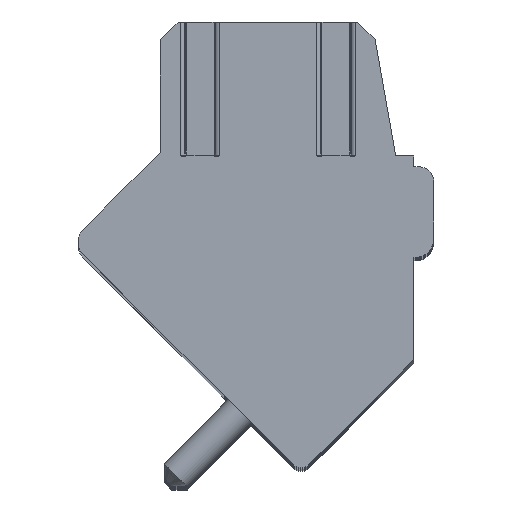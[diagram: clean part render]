
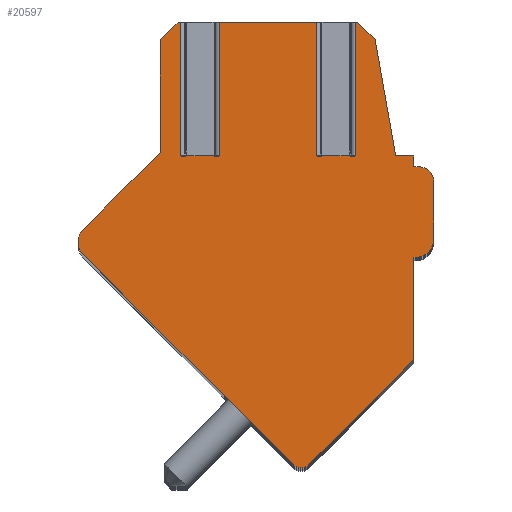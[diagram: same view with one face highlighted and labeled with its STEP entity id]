
A CAD part, top view. The second image highlights one B-rep face of the part: STEP entity #20597.
In plain terms, the highlighted planar face has unit normal (0, 0, 1).
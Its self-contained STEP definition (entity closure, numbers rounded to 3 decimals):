
#2662=DIRECTION('',(0.707,-0.707,0.));
#2663=VECTOR('',#2662,8.2);
#2664=CARTESIAN_POINT('',(-4.761,0.072,1.75));
#2665=LINE('',#2664,#2663);
#3077=DIRECTION('',(1.,0.,0.));
#3078=VECTOR('',#3077,1.07);
#3079=CARTESIAN_POINT('',(1.673,2.8,1.75));
#3080=LINE('',#3079,#3078);
#3081=DIRECTION('',(0.,1.,0.));
#3082=VECTOR('',#3081,3.7);
#3083=CARTESIAN_POINT('',(2.743,2.8,1.75));
#3084=LINE('',#3083,#3082);
#3085=DIRECTION('',(-1.,0.,0.));
#3086=VECTOR('',#3085,0.068);
#3087=CARTESIAN_POINT('',(2.811,6.5,1.75));
#3088=LINE('',#3087,#3086);
#3089=DIRECTION('',(-0.707,0.707,0.));
#3090=VECTOR('',#3089,0.677);
#3091=CARTESIAN_POINT('',(3.29,6.021,1.75));
#3092=LINE('',#3091,#3090);
#3093=DIRECTION('',(-0.174,0.985,0.));
#3094=VECTOR('',#3093,3.271);
#3095=CARTESIAN_POINT('',(3.858,2.8,1.75));
#3096=LINE('',#3095,#3094);
#3097=DIRECTION('',(-1.,0.,0.));
#3098=VECTOR('',#3097,0.5);
#3099=CARTESIAN_POINT('',(4.358,2.8,1.75));
#3100=LINE('',#3099,#3098);
#3101=DIRECTION('',(0.,1.,0.));
#3102=VECTOR('',#3101,0.3);
#3103=CARTESIAN_POINT('',(4.358,2.5,1.75));
#3104=LINE('',#3103,#3102);
#3105=DIRECTION('',(-1.,0.,0.));
#3106=VECTOR('',#3105,0.15);
#3107=CARTESIAN_POINT('',(4.508,2.5,1.75));
#3108=LINE('',#3107,#3106);
#3109=CARTESIAN_POINT('',(4.508,2.1,1.75));
#3110=DIRECTION('',(0.,0.,1.));
#3111=DIRECTION('',(1.,0.,0.));
#3112=AXIS2_PLACEMENT_3D('',#3109,#3110,#3111);
#3114=DIRECTION('',(0.,1.,0.));
#3115=VECTOR('',#3114,1.6);
#3116=CARTESIAN_POINT('',(4.908,0.5,1.75));
#3117=LINE('',#3116,#3115);
#3118=CARTESIAN_POINT('',(4.408,0.5,1.75));
#3119=DIRECTION('',(0.,0.,1.));
#3120=DIRECTION('',(0.,-1.,0.));
#3121=AXIS2_PLACEMENT_3D('',#3118,#3119,#3120);
#3123=DIRECTION('',(1.,0.,0.));
#3124=VECTOR('',#3123,0.05);
#3125=CARTESIAN_POINT('',(4.358,0.,1.75));
#3126=LINE('',#3125,#3124);
#3127=DIRECTION('',(0.,1.,0.));
#3128=VECTOR('',#3127,2.83);
#3129=CARTESIAN_POINT('',(4.358,-2.83,1.75));
#3130=LINE('',#3129,#3128);
#3131=DIRECTION('',(0.707,0.707,0.));
#3132=VECTOR('',#3131,4.096);
#3133=CARTESIAN_POINT('',(1.461,-5.727,1.75));
#3134=LINE('',#3133,#3132);
#3135=CARTESIAN_POINT('',(1.249,-5.515,1.75));
#3136=DIRECTION('',(0.,0.,1.));
#3137=DIRECTION('',(-0.707,-0.707,0.));
#3138=AXIS2_PLACEMENT_3D('',#3135,#3136,#3137);
#3140=CARTESIAN_POINT('',(-4.408,0.425,1.75));
#3141=DIRECTION('',(0.,0.,1.));
#3142=DIRECTION('',(-0.707,0.707,0.));
#3143=AXIS2_PLACEMENT_3D('',#3140,#3141,#3142);
#3145=DIRECTION('',(-0.707,-0.707,0.));
#3146=VECTOR('',#3145,2.997);
#3147=CARTESIAN_POINT('',(-2.642,2.898,1.75));
#3148=LINE('',#3147,#3146);
#3149=DIRECTION('',(0.,-1.,0.));
#3150=VECTOR('',#3149,3.111);
#3151=CARTESIAN_POINT('',(-2.642,6.009,1.75));
#3152=LINE('',#3151,#3150);
#3153=DIRECTION('',(-0.707,-0.707,0.));
#3154=VECTOR('',#3153,0.694);
#3155=CARTESIAN_POINT('',(-2.151,6.5,1.75));
#3156=LINE('',#3155,#3154);
#3157=DIRECTION('',(-1.,0.,0.));
#3158=VECTOR('',#3157,0.074);
#3159=CARTESIAN_POINT('',(-2.077,6.5,1.75));
#3160=LINE('',#3159,#3158);
#3161=DIRECTION('',(0.,1.,0.));
#3162=VECTOR('',#3161,3.7);
#3163=CARTESIAN_POINT('',(-2.077,2.8,1.75));
#3164=LINE('',#3163,#3162);
#3165=DIRECTION('',(1.,0.,0.));
#3166=VECTOR('',#3165,1.07);
#3167=CARTESIAN_POINT('',(-2.077,2.8,1.75));
#3168=LINE('',#3167,#3166);
#3169=DIRECTION('',(0.,1.,0.));
#3170=VECTOR('',#3169,3.7);
#3171=CARTESIAN_POINT('',(-1.007,2.8,1.75));
#3172=LINE('',#3171,#3170);
#3173=DIRECTION('',(-1.,0.,0.));
#3174=VECTOR('',#3173,2.68);
#3175=CARTESIAN_POINT('',(1.673,6.5,1.75));
#3176=LINE('',#3175,#3174);
#3177=DIRECTION('',(0.,1.,0.));
#3178=VECTOR('',#3177,3.7);
#3179=CARTESIAN_POINT('',(1.673,2.8,1.75));
#3180=LINE('',#3179,#3178);
#13375=CARTESIAN_POINT('',(1.673,2.8,1.75));
#13376=CARTESIAN_POINT('',(2.743,2.8,1.75));
#13377=VERTEX_POINT('',#13375);
#13378=VERTEX_POINT('',#13376);
#13379=CARTESIAN_POINT('',(2.743,6.5,1.75));
#13380=VERTEX_POINT('',#13379);
#13381=CARTESIAN_POINT('',(1.673,6.5,1.75));
#13382=VERTEX_POINT('',#13381);
#13395=CARTESIAN_POINT('',(-2.077,2.8,1.75));
#13396=CARTESIAN_POINT('',(-1.007,2.8,1.75));
#13397=VERTEX_POINT('',#13395);
#13398=VERTEX_POINT('',#13396);
#13399=CARTESIAN_POINT('',(-1.007,6.5,1.75));
#13400=VERTEX_POINT('',#13399);
#13401=CARTESIAN_POINT('',(-2.077,6.5,1.75));
#13402=VERTEX_POINT('',#13401);
#13493=CARTESIAN_POINT('',(1.037,-5.727,1.75));
#13494=CARTESIAN_POINT('',(1.461,-5.727,1.75));
#13495=VERTEX_POINT('',#13493);
#13496=VERTEX_POINT('',#13494);
#13497=CARTESIAN_POINT('',(4.358,-2.83,1.75));
#13498=VERTEX_POINT('',#13497);
#13499=CARTESIAN_POINT('',(4.358,0.,1.75));
#13500=VERTEX_POINT('',#13499);
#13501=CARTESIAN_POINT('',(4.408,0.,1.75));
#13502=VERTEX_POINT('',#13501);
#13503=CARTESIAN_POINT('',(4.908,0.5,1.75));
#13504=VERTEX_POINT('',#13503);
#13505=CARTESIAN_POINT('',(4.908,2.1,1.75));
#13506=VERTEX_POINT('',#13505);
#13507=CARTESIAN_POINT('',(4.508,2.5,1.75));
#13508=VERTEX_POINT('',#13507);
#13509=CARTESIAN_POINT('',(4.358,2.5,1.75));
#13510=VERTEX_POINT('',#13509);
#13511=CARTESIAN_POINT('',(4.358,2.8,1.75));
#13512=VERTEX_POINT('',#13511);
#13513=CARTESIAN_POINT('',(3.858,2.8,1.75));
#13514=VERTEX_POINT('',#13513);
#13515=CARTESIAN_POINT('',(3.29,6.021,1.75));
#13516=VERTEX_POINT('',#13515);
#13517=CARTESIAN_POINT('',(2.811,6.5,1.75));
#13518=VERTEX_POINT('',#13517);
#13519=CARTESIAN_POINT('',(-2.151,6.5,1.75));
#13520=CARTESIAN_POINT('',(-2.642,6.009,1.75));
#13521=VERTEX_POINT('',#13519);
#13522=VERTEX_POINT('',#13520);
#13523=CARTESIAN_POINT('',(-4.761,0.779,1.75));
#13524=CARTESIAN_POINT('',(-4.761,0.072,1.75));
#13525=VERTEX_POINT('',#13523);
#13526=VERTEX_POINT('',#13524);
#13531=CARTESIAN_POINT('',(-2.642,2.898,1.75));
#13533=VERTEX_POINT('',#13531);
#20554=CARTESIAN_POINT('',(0.,0.,1.75));
#20555=DIRECTION('',(0.,0.,1.));
#20556=DIRECTION('',(1.,0.,0.));
#20557=AXIS2_PLACEMENT_3D('',#20554,#20555,#20556);
#20558=PLANE('',#20557);
#20560=ORIENTED_EDGE('',*,*,#20559,.T.);
#20562=ORIENTED_EDGE('',*,*,#20561,.T.);
#20563=ORIENTED_EDGE('',*,*,#17192,.F.);
#20564=ORIENTED_EDGE('',*,*,#17450,.F.);
#20565=ORIENTED_EDGE('',*,*,#17464,.F.);
#20566=ORIENTED_EDGE('',*,*,#17478,.F.);
#20567=ORIENTED_EDGE('',*,*,#17619,.F.);
#20568=ORIENTED_EDGE('',*,*,#17635,.F.);
#20569=ORIENTED_EDGE('',*,*,#18292,.F.);
#20570=ORIENTED_EDGE('',*,*,#18544,.F.);
#20571=ORIENTED_EDGE('',*,*,#18796,.F.);
#20572=ORIENTED_EDGE('',*,*,#19048,.F.);
#20573=ORIENTED_EDGE('',*,*,#19307,.F.);
#20574=ORIENTED_EDGE('',*,*,#19999,.F.);
#20575=ORIENTED_EDGE('',*,*,#20217,.F.);
#20576=ORIENTED_EDGE('',*,*,#20050,.F.);
#20578=ORIENTED_EDGE('',*,*,#20577,.F.);
#20580=ORIENTED_EDGE('',*,*,#20579,.F.);
#20582=ORIENTED_EDGE('',*,*,#20581,.F.);
#20584=ORIENTED_EDGE('',*,*,#20583,.F.);
#20585=ORIENTED_EDGE('',*,*,#17224,.F.);
#20587=ORIENTED_EDGE('',*,*,#20586,.F.);
#20589=ORIENTED_EDGE('',*,*,#20588,.T.);
#20591=ORIENTED_EDGE('',*,*,#20590,.T.);
#20592=ORIENTED_EDGE('',*,*,#17208,.F.);
#20594=ORIENTED_EDGE('',*,*,#20593,.F.);
#20595=EDGE_LOOP('',(#20560,#20562,#20563,#20564,#20565,#20566,#20567,#20568,
#20569,#20570,#20571,#20572,#20573,#20574,#20575,#20576,#20578,#20580,#20582,
#20584,#20585,#20587,#20589,#20591,#20592,#20594));
#20596=FACE_OUTER_BOUND('',#20595,.F.);
#3113=CIRCLE('',#3112,0.4);
#3122=CIRCLE('',#3121,0.5);
#3139=CIRCLE('',#3138,0.3);
#3144=CIRCLE('',#3143,0.5);
#17192=EDGE_CURVE('',#13518,#13380,#3088,.T.);
#17208=EDGE_CURVE('',#13382,#13400,#3176,.T.);
#17224=EDGE_CURVE('',#13402,#13521,#3160,.T.);
#17450=EDGE_CURVE('',#13516,#13518,#3092,.T.);
#17464=EDGE_CURVE('',#13514,#13516,#3096,.T.);
#17478=EDGE_CURVE('',#13512,#13514,#3100,.T.);
#17619=EDGE_CURVE('',#13510,#13512,#3104,.T.);
#17635=EDGE_CURVE('',#13508,#13510,#3108,.T.);
#18292=EDGE_CURVE('',#13506,#13508,#3113,.T.);
#18544=EDGE_CURVE('',#13504,#13506,#3117,.T.);
#18796=EDGE_CURVE('',#13502,#13504,#3122,.T.);
#19048=EDGE_CURVE('',#13500,#13502,#3126,.T.);
#19307=EDGE_CURVE('',#13498,#13500,#3130,.T.);
#19999=EDGE_CURVE('',#13496,#13498,#3134,.T.);
#20050=EDGE_CURVE('',#13526,#13495,#2665,.T.);
#20217=EDGE_CURVE('',#13495,#13496,#3139,.T.);
#20559=EDGE_CURVE('',#13377,#13378,#3080,.T.);
#20561=EDGE_CURVE('',#13378,#13380,#3084,.T.);
#20577=EDGE_CURVE('',#13525,#13526,#3144,.T.);
#20579=EDGE_CURVE('',#13533,#13525,#3148,.T.);
#20581=EDGE_CURVE('',#13522,#13533,#3152,.T.);
#20583=EDGE_CURVE('',#13521,#13522,#3156,.T.);
#20586=EDGE_CURVE('',#13397,#13402,#3164,.T.);
#20588=EDGE_CURVE('',#13397,#13398,#3168,.T.);
#20590=EDGE_CURVE('',#13398,#13400,#3172,.T.);
#20593=EDGE_CURVE('',#13377,#13382,#3180,.T.);
#20597=ADVANCED_FACE('',(#20596),#20558,.T.);
